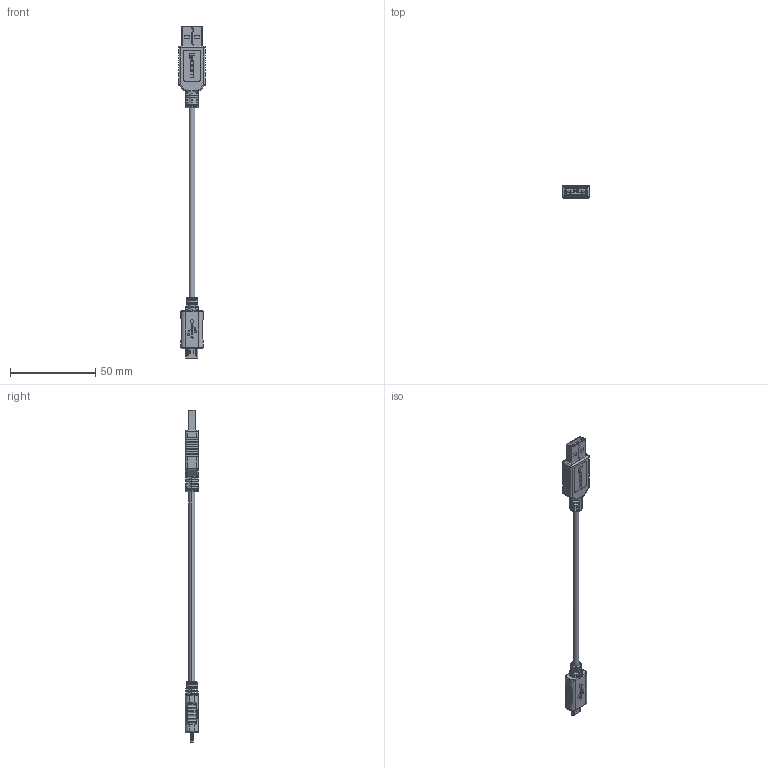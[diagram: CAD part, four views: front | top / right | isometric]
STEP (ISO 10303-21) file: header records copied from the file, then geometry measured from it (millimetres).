
FILE_DESCRIPTION (( 'STEP AP214' ), '1' );
FILE_NAME ('CSMUAMICB.STEP', '2014-10-08T17:34:05', ( 'L-Com' ), ( 'L-Com Global Connectivity' ), 'SwSTEP 2.0', 'SolidWorks 2014', '' );
FILE_SCHEMA (( 'AUTOMOTIVE_DESIGN' ));
Length unit declared in the file: inch
Products named in the file (17): 1AA05-003-MA1; CSMUAMB5-MA1; CSMUAMICB; 3AB06-051_NEW LOGO; 1AA05-036_CRIMP; 1AA05-036-BACK SHELL_CRIMP; 1AA05-036-LOCK___; 1AA05-036-FRONT SHELL___; 1AA05-036-MA1___; MTN-458_with new logo; 3AB06-025_NEW LOGO; MTN-151_NEW LOGO; 1AA05-003_CRIMPED; 1AA05-003-MA5; 1AA05-003-MA4; 1AA05-003-MA3; 1AA05-003-MA2_CRIMPED
Assembly tree (19 placements, depth 4):
  CSMUAMICB
    CSMUAMB5-MA1
    3AB06-025_NEW LOGO
      1AA05-003_CRIMPED
        1AA05-003-MA1
        1AA05-003-MA2_CRIMPED
        1AA05-003-MA3
        1AA05-003-MA4  x4
        1AA05-003-MA5
      MTN-151_NEW LOGO
    3AB06-051_NEW LOGO
      MTN-458_with new logo
      1AA05-036_CRIMP
        1AA05-036-MA1___
        1AA05-036-FRONT SHELL___
        1AA05-036-LOCK___
        1AA05-036-BACK SHELL_CRIMP
Bounding box: 15.7 x 7.75 x 194.55 mm (x, y, z)
Volume: 7743.8 mm3; surface area: 10334.8 mm2
Topology: 23 solids, 23 shells, 1800 faces, 4972 edges, 3221 vertices
Faces by surface type: plane 1081, cylinder 517, bspline 110, torus 66, sphere 22, cone 4
Entity records: 62296 total; most frequent: CARTESIAN_POINT 14259, ORIENTED_EDGE 9708, DIRECTION 8929, EDGE_CURVE 4854, VECTOR 3357, LINE 3357, VERTEX_POINT 3161, AXIS2_PLACEMENT_3D 2786
